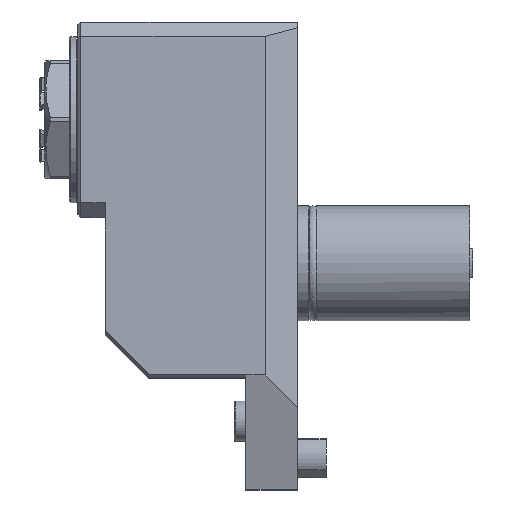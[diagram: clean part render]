
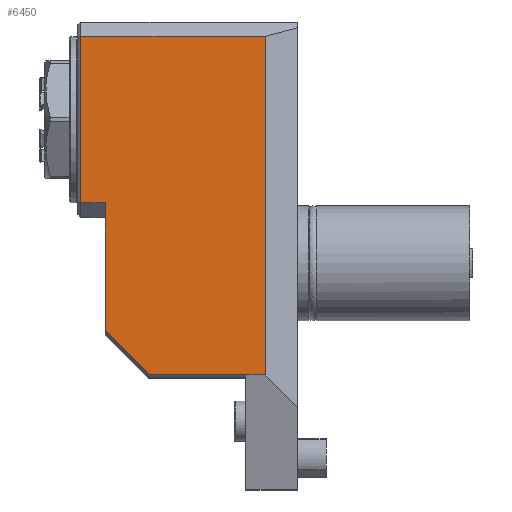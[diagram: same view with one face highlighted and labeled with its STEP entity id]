
A CAD part, top view. The second image highlights one B-rep face of the part: STEP entity #6450.
In plain terms, the highlighted planar face has unit normal (0, 0, 1).
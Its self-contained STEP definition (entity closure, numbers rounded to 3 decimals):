
#408=LINE('',#9699,#982);
#417=LINE('',#9718,#991);
#430=LINE('',#9743,#1004);
#436=LINE('',#9755,#1010);
#437=LINE('',#9757,#1011);
#438=LINE('',#9759,#1012);
#439=LINE('',#9761,#1013);
#440=LINE('',#9763,#1014);
#982=VECTOR('',#7679,1000.);
#991=VECTOR('',#7694,1000.);
#1004=VECTOR('',#7715,1000.);
#1010=VECTOR('',#7723,1000.);
#1011=VECTOR('',#7726,1000.);
#1012=VECTOR('',#7727,1000.);
#1013=VECTOR('',#7728,1000.);
#1014=VECTOR('',#7729,1000.);
#1774=ORIENTED_EDGE('',*,*,#3543,.T.);
#1775=ORIENTED_EDGE('',*,*,#3562,.T.);
#1776=ORIENTED_EDGE('',*,*,#3563,.T.);
#1777=ORIENTED_EDGE('',*,*,#3564,.T.);
#1778=ORIENTED_EDGE('',*,*,#3565,.F.);
#1779=ORIENTED_EDGE('',*,*,#3566,.T.);
#1780=ORIENTED_EDGE('',*,*,#3556,.T.);
#1781=ORIENTED_EDGE('',*,*,#3534,.T.);
#3534=EDGE_CURVE('',#4373,#4455,#408,.T.);
#3543=EDGE_CURVE('',#4455,#4462,#417,.T.);
#3556=EDGE_CURVE('',#4471,#4373,#430,.T.);
#3562=EDGE_CURVE('',#4462,#4475,#436,.T.);
#3563=EDGE_CURVE('',#4475,#4476,#437,.T.);
#3564=EDGE_CURVE('',#4476,#4477,#438,.T.);
#3565=EDGE_CURVE('',#4478,#4477,#439,.T.);
#3566=EDGE_CURVE('',#4478,#4471,#440,.T.);
#4373=VERTEX_POINT('',#9259);
#4455=VERTEX_POINT('',#9698);
#4462=VERTEX_POINT('',#9717);
#4471=VERTEX_POINT('',#9744);
#4475=VERTEX_POINT('',#9754);
#4476=VERTEX_POINT('',#9758);
#4477=VERTEX_POINT('',#9760);
#4478=VERTEX_POINT('',#9762);
#5299=EDGE_LOOP('',(#1774,#1775,#1776,#1777,#1778,#1779,#1780,#1781));
#5762=FACE_BOUND('',#5299,.T.);
#6196=PLANE('',#6899);
#6450=ADVANCED_FACE('',(#5762),#6196,.T.);
#6899=AXIS2_PLACEMENT_3D('',#9756,#7724,#7725);
#7679=DIRECTION('',(1.,0.,0.));
#7694=DIRECTION('',(0.,1.,0.));
#7715=DIRECTION('',(1.,0.,0.));
#7723=DIRECTION('',(-1.,0.,0.));
#7724=DIRECTION('',(0.,0.,1.));
#7725=DIRECTION('',(0.,-1.,0.));
#7726=DIRECTION('',(0.,-1.,0.));
#7727=DIRECTION('',(1.,0.,0.));
#7728=DIRECTION('',(0.,1.,0.));
#7729=DIRECTION('',(0.707,-0.707,0.));
#9259=CARTESIAN_POINT('',(-18.,-39.,40.));
#9698=CARTESIAN_POINT('',(-11.196,-39.,40.));
#9699=CARTESIAN_POINT('',(-30.,-39.,40.));
#9717=CARTESIAN_POINT('',(-11.196,79.,40.));
#9718=CARTESIAN_POINT('',(-11.196,84.,40.));
#9743=CARTESIAN_POINT('',(-30.,-39.,40.));
#9744=CARTESIAN_POINT('',(-51.586,-39.,40.));
#9754=CARTESIAN_POINT('',(-75.5,79.,40.));
#9755=CARTESIAN_POINT('',(-30.,79.,40.));
#9756=CARTESIAN_POINT('',(-30.,84.,40.));
#9757=CARTESIAN_POINT('',(-75.5,79.,40.));
#9758=CARTESIAN_POINT('',(-75.5,21.,40.));
#9759=CARTESIAN_POINT('',(-67.,21.,40.));
#9760=CARTESIAN_POINT('',(-67.,21.,40.));
#9761=CARTESIAN_POINT('',(-67.,-40.,40.));
#9762=CARTESIAN_POINT('',(-67.,-23.586,40.));
#9763=CARTESIAN_POINT('',(-123.043,32.457,40.));
